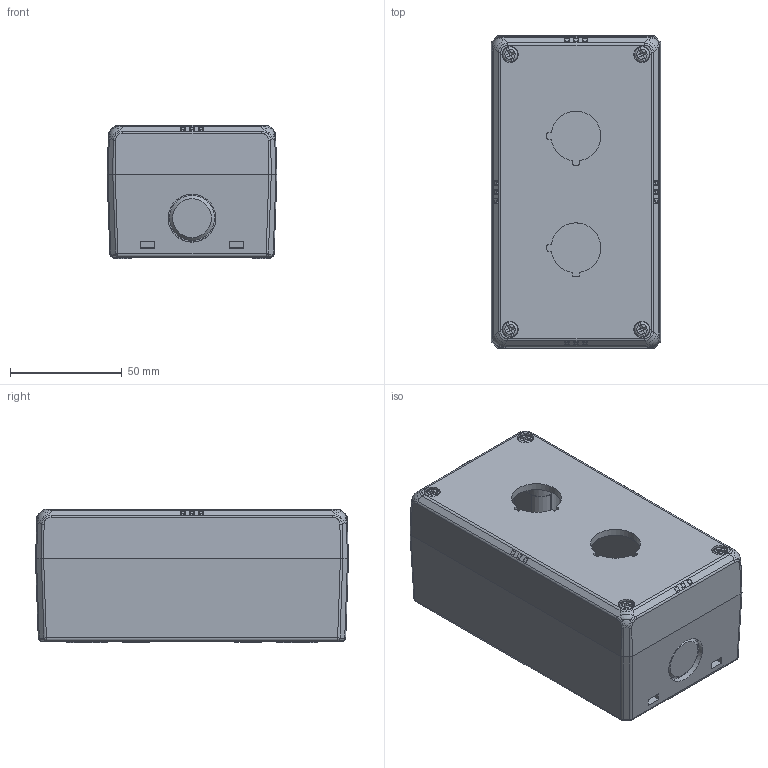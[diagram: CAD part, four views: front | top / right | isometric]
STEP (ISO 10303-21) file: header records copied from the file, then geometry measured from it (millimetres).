
FILE_DESCRIPTION(/* description */ (''),/* implementation_level */ '2;1');
FILE_NAME(/* name */ 'JHFB-2PG.stp',/* time_stamp */ '2022-11-08T14:17:58+08:00',/* author */ (''),/* organization */ (''),/* preprocessor_version */ 'ST-DEVELOPER v11',/* originating_system */ 'SIEMENS UGS NX 6.0',/* authorisation */ '');
FILE_SCHEMA (('CONFIG_CONTROL_DESIGN'));
Length unit declared in the file: millimetre
Products named in the file (1): JHFB-2PG
Bounding box: 76 x 140 x 59.55 mm (x, y, z)
Volume: 145718.8 mm3; surface area: 111275.8 mm2
Topology: 6 solids, 6 shells, 1121 faces, 2911 edges, 1885 vertices
Faces by surface type: plane 694, cylinder 230, cone 94, extrusion 33, bspline 32, torus 20, sphere 18
Full cylindrical faces by diameter (mm): 3.2 x4, 3.5 x6, 3.7 x4, 4.5 x4, 4.6 x4, 4.7 x4, 6 x4, 6.6 x4, 7.25 x4, 9.2 x4, 14.1 x1, 15 x2, 21.4 x2
Entity records: 46662 total; most frequent: CARTESIAN_POINT 19991, ORIENTED_EDGE 5544, DIRECTION 5300, EDGE_CURVE 2772, VERTEX_POINT 1836, AXIS2_PLACEMENT_3D 1800, VECTOR 1700, LINE 1667
